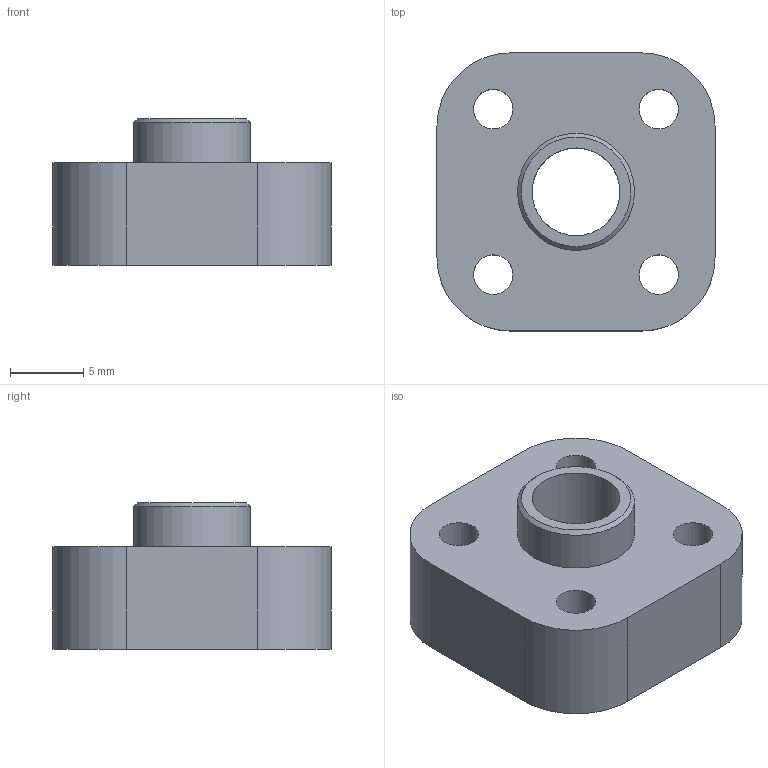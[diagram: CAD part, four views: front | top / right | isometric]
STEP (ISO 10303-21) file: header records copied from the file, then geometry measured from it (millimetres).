
FILE_DESCRIPTION (( 'STEP AP214' ), '1' );
FILE_NAME ('am-4316 12mm Bearing HD Nub.STEP', '2020-06-01T17:16:22', ( '' ), ( '' ), 'SwSTEP 2.0', 'SolidWorks 2019', '' );
FILE_SCHEMA (( 'AUTOMOTIVE_DESIGN' ));
Length unit declared in the file: millimetre
Products named in the file (3): am-4316 12mm Bearing HD Nub; 6mm x 12mm Non-Flanged_7804K142; ip-4316 12mm Bearing HD Nub
Assembly tree (2 placements, depth 2):
  am-4316 12mm Bearing HD Nub
    ip-4316 12mm Bearing HD Nub
    6mm x 12mm Non-Flanged_7804K142
Bounding box: 19 x 19 x 10 mm (x, y, z)
Volume: 2026.1 mm3; surface area: 2547.1 mm2
Topology: 17 solids, 17 shells, 58 faces, 127 edges, 82 vertices
Faces by surface type: cylinder 22, plane 17, sphere 12, cone 5, torus 2
Full cylindrical faces by diameter (mm): 2.705 x4, 6 x2, 8 x1, 8.25 x1, 8.297 x4, 9.703 x4, 12 x2
Entity records: 1632 total; most frequent: DIRECTION 240, CARTESIAN_POINT 185, ORIENTED_EDGE 130, AXIS2_PLACEMENT_3D 112, EDGE_LOOP 92, FACE_OUTER_BOUND 66, EDGE_CURVE 65, ADVANCED_FACE 58
